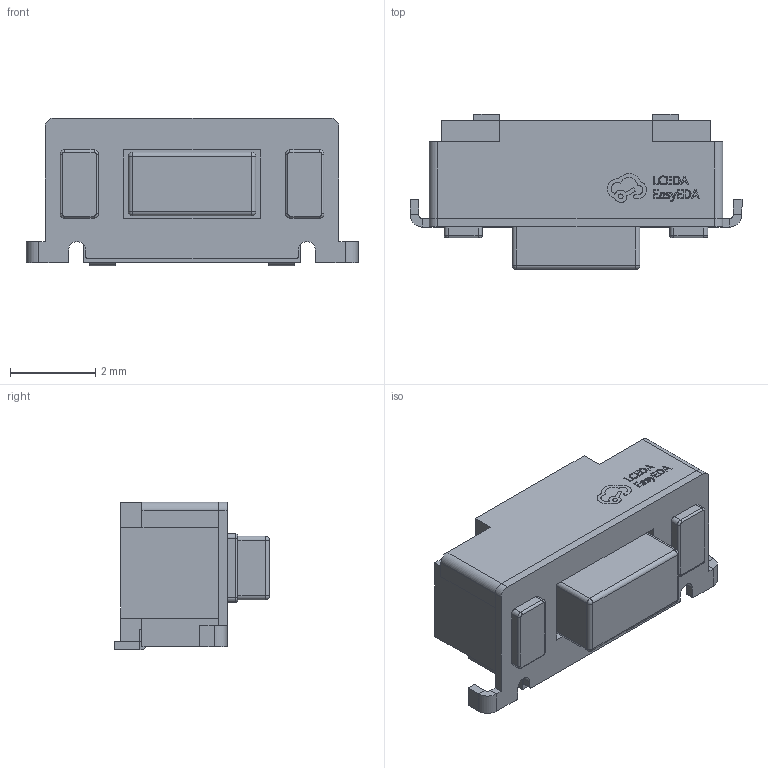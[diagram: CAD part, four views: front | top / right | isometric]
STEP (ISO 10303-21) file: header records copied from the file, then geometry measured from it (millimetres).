
FILE_DESCRIPTION (( 'STEP AP214' ), '1' );
FILE_NAME ('SW-SMD_E-SWITCH_TL3330.step', '2022-07-26T15:05:31', ( '' ), ( '' ), 'SwSTEP 2.0', 'SolidWorks 2020', '' );
FILE_SCHEMA (( 'AUTOMOTIVE_DESIGN' ));
Length unit declared in the file: millimetre
Products named in the file (1): SW-SMD_E-SWITCH_TL3330
Bounding box: 7.8 x 3.65 x 3.48 mm (x, y, z)
Volume: 56.5 mm3; surface area: 156.3 mm2
Topology: 16 solids, 16 shells, 436 faces, 1131 edges, 732 vertices
Faces by surface type: plane 272, bspline 112, cylinder 40, torus 8, sphere 4
Entity records: 18693 total; most frequent: CARTESIAN_POINT 4400, ORIENTED_EDGE 2254, DIRECTION 1637, EDGE_CURVE 1127, VECTOR 811, LINE 811, VERTEX_POINT 732, EDGE_LOOP 459
